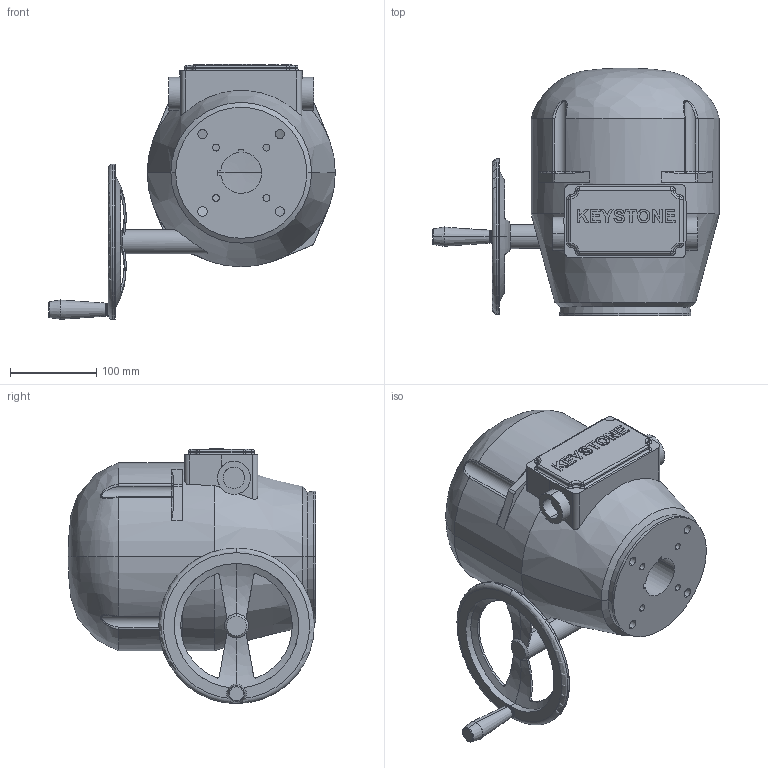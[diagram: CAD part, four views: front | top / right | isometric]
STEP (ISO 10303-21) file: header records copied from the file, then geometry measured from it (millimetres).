
FILE_DESCRIPTION (( 'STEP AP203' ), '1' );
FILE_NAME ('EPI 025.STEP', '2012-08-31T13:25:02', ( 'Tyco' ), ( 'Tyco' ), 'SwSTEP 2.0', 'SolidWorks 2012', '' );
FILE_SCHEMA (( 'CONFIG_CONTROL_DESIGN' ));
Length unit declared in the file: millimetre
Products named in the file (1): EPI 025
Bounding box: 331.98 x 287.02 x 295.48 mm (x, y, z)
Surface area: 310506.1 mm2 (no closed solid volume)
Topology: 0 solids, 3 shells, 307 faces, 843 edges, 536 vertices
Faces by surface type: plane 111, cylinder 90, torus 62, bspline 29, cone 15
Entity records: 13137 total; most frequent: CARTESIAN_POINT 5429, ORIENTED_EDGE 1599, DIRECTION 1567, EDGE_CURVE 841, AXIS2_PLACEMENT_3D 582, VERTEX_POINT 536, VECTOR 403, LINE 403
